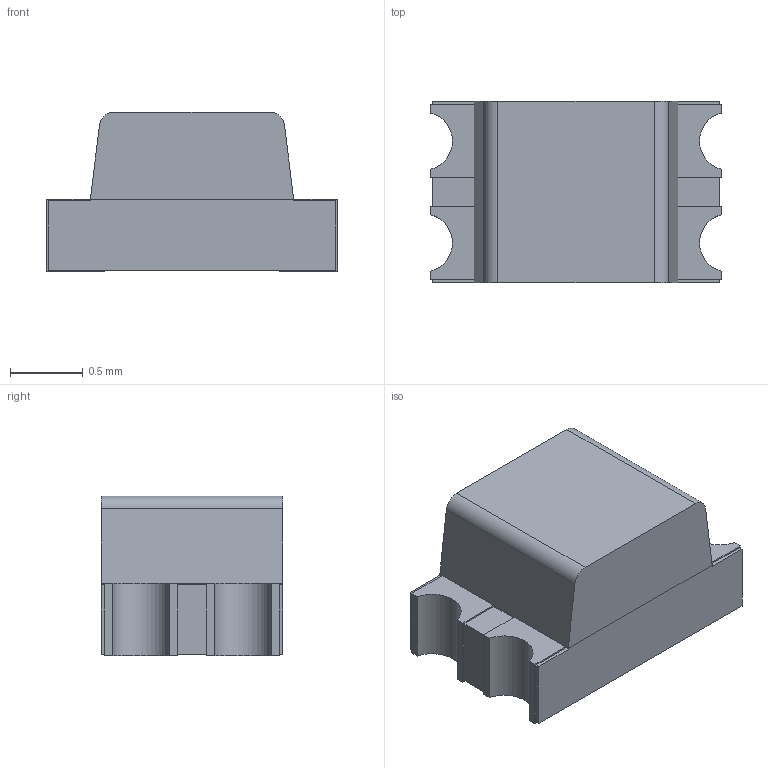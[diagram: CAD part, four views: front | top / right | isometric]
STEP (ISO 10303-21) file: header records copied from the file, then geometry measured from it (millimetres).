
FILE_DESCRIPTION(('FreeCAD Model'),'2;1');
FILE_NAME('led-smd-0805-dual.step','2020-04-30T12:46:04',('Author'),(''), 'Open CASCADE STEP processor 7.3','FreeCAD','Unknown');
FILE_SCHEMA(('AUTOMOTIVE_DESIGN { 1 0 10303 214 1 1 1 1 }'));
Length unit declared in the file: millimetre
Products named in the file (1): Fillet
Bounding box: 2 x 1.25 x 1.1 mm (x, y, z)
Volume: 2.1 mm3; surface area: 11 mm2
Topology: 1 solids, 1 shells, 76 faces, 194 edges, 120 vertices
Faces by surface type: plane 70, cylinder 6
Entity records: 5320 total; most frequent: CARTESIAN_POINT 843, DIRECTION 734, LINE 554, VECTOR 554, ORIENTED_EDGE 388, PCURVE 388, DEFINITIONAL_REPRESENTATION 388, EDGE_CURVE 194
